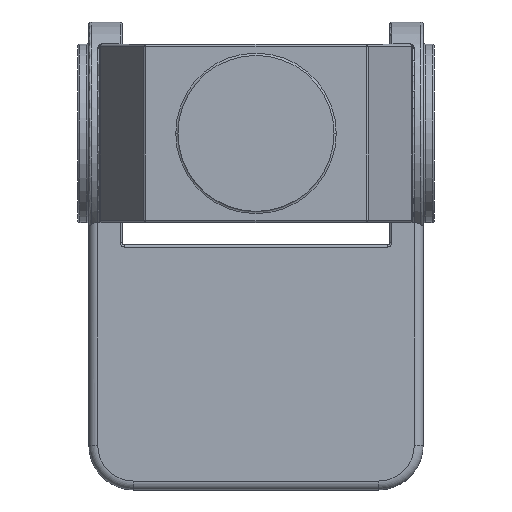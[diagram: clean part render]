
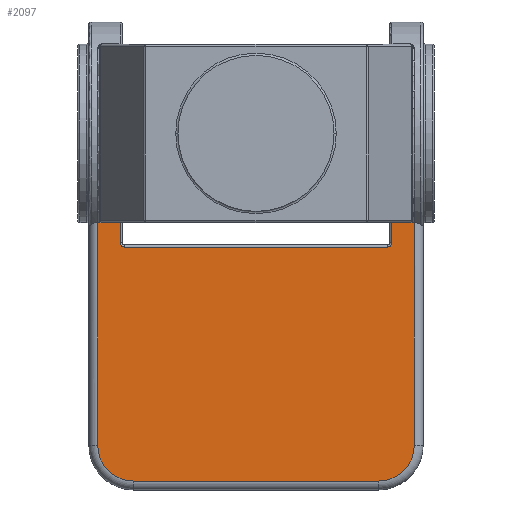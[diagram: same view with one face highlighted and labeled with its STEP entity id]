
A CAD part, front view. The second image highlights one B-rep face of the part: STEP entity #2097.
In plain terms, the highlighted planar face has unit normal (0, -1, 0).
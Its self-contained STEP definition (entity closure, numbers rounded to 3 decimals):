
#127 = CARTESIAN_POINT ( 'NONE',  ( -35.5, 65., -70. ) ) ;
#167 = EDGE_CURVE ( 'NONE', #225, #1429, #747, .T. ) ;
#204 = EDGE_CURVE ( 'NONE', #2056, #854, #1870, .T. ) ;
#218 = LINE ( 'NONE', #3475, #1373 ) ;
#225 = VERTEX_POINT ( 'NONE', #1783 ) ;
#247 = EDGE_CURVE ( 'NONE', #1589, #2530, #1217, .T. ) ;
#316 = VECTOR ( 'NONE', #2061, 1000. ) ;
#353 = ORIENTED_EDGE ( 'NONE', *, *, #1904, .T. ) ;
#381 = DIRECTION ( 'NONE',  ( 0., 0., 1. ) ) ;
#388 = ORIENTED_EDGE ( 'NONE', *, *, #716, .T. ) ;
#431 = EDGE_CURVE ( 'NONE', #500, #2530, #3320, .T. ) ;
#444 = VECTOR ( 'NONE', #990, 1000. ) ;
#456 = ORIENTED_EDGE ( 'NONE', *, *, #3277, .T. ) ;
#486 = DIRECTION ( 'NONE',  ( 0., -1., 0. ) ) ;
#500 = VERTEX_POINT ( 'NONE', #1921 ) ;
#543 = AXIS2_PLACEMENT_3D ( 'NONE', #791, #2988, #3294 ) ;
#590 = VERTEX_POINT ( 'NONE', #2497 ) ;
#690 = CARTESIAN_POINT ( 'NONE',  ( -30.5, 65., -70. ) ) ;
#716 = EDGE_CURVE ( 'NONE', #1090, #3106, #2349, .T. ) ;
#727 = VECTOR ( 'NONE', #381, 1000. ) ;
#736 = EDGE_CURVE ( 'NONE', #2056, #3024, #790, .T. ) ;
#747 = LINE ( 'NONE', #3116, #3533 ) ;
#754 = CARTESIAN_POINT ( 'NONE',  ( 35.5, 65., -70. ) ) ;
#758 = ORIENTED_EDGE ( 'NONE', *, *, #431, .F. ) ;
#770 = CARTESIAN_POINT ( 'NONE',  ( 29.5, 65., -25.5 ) ) ;
#790 = LINE ( 'NONE', #127, #444 ) ;
#791 = CARTESIAN_POINT ( 'NONE',  ( -27.5, 65., -70. ) ) ;
#847 = DIRECTION ( 'NONE',  ( 1., 0., 0. ) ) ;
#854 = VERTEX_POINT ( 'NONE', #1883 ) ;
#888 = ORIENTED_EDGE ( 'NONE', *, *, #167, .T. ) ;
#954 = AXIS2_PLACEMENT_3D ( 'NONE', #3443, #486, #1919 ) ;
#957 = CARTESIAN_POINT ( 'NONE',  ( -37.5, 65., -20. ) ) ;
#990 = DIRECTION ( 'NONE',  ( 0., 0., -1. ) ) ;
#1063 = EDGE_LOOP ( 'NONE', ( #1982, #1110, #2134, #888, #1607, #456, #1924, #388, #2698, #1523, #758, #353 ) ) ;
#1081 = DIRECTION ( 'NONE',  ( 0., -1., 0. ) ) ;
#1090 = VERTEX_POINT ( 'NONE', #2969 ) ;
#1110 = ORIENTED_EDGE ( 'NONE', *, *, #736, .T. ) ;
#1201 = LINE ( 'NONE', #754, #2749 ) ;
#1204 = CARTESIAN_POINT ( 'NONE',  ( 27.5, 65., -70. ) ) ;
#1211 = EDGE_CURVE ( 'NONE', #1589, #3106, #2740, .T. ) ;
#1217 = LINE ( 'NONE', #1796, #1478 ) ;
#1231 = DIRECTION ( 'NONE',  ( 1., 0., 0. ) ) ;
#1259 = EDGE_CURVE ( 'NONE', #1429, #1517, #2462, .T. ) ;
#1310 = CARTESIAN_POINT ( 'NONE',  ( 35.5, 65., -70. ) ) ;
#1373 = VECTOR ( 'NONE', #2935, 1000. ) ;
#1429 = VERTEX_POINT ( 'NONE', #1767 ) ;
#1456 = CIRCLE ( 'NONE', #543, 8. ) ;
#1478 = VECTOR ( 'NONE', #2931, 1000. ) ;
#1512 = DIRECTION ( 'NONE',  ( 1., 0., 0. ) ) ;
#1517 = VERTEX_POINT ( 'NONE', #1310 ) ;
#1520 = DIRECTION ( 'NONE',  ( 1., 0., 0. ) ) ;
#1523 = ORIENTED_EDGE ( 'NONE', *, *, #247, .T. ) ;
#1555 = CARTESIAN_POINT ( 'NONE',  ( -29.5, 65., -25.5 ) ) ;
#1589 = VERTEX_POINT ( 'NONE', #770 ) ;
#1607 = ORIENTED_EDGE ( 'NONE', *, *, #1259, .T. ) ;
#1624 = DIRECTION ( 'NONE',  ( 1., 0., 0. ) ) ;
#1767 = CARTESIAN_POINT ( 'NONE',  ( 27.5, 65., -78. ) ) ;
#1768 = DIRECTION ( 'NONE',  ( 0., -1., 0. ) ) ;
#1783 = CARTESIAN_POINT ( 'NONE',  ( -27.5, 65., -78. ) ) ;
#1796 = CARTESIAN_POINT ( 'NONE',  ( -27.5, 65., -25.5 ) ) ;
#1870 = LINE ( 'NONE', #957, #1959 ) ;
#1883 = CARTESIAN_POINT ( 'NONE',  ( -30.5, 65., -20. ) ) ;
#1904 = EDGE_CURVE ( 'NONE', #500, #854, #2410, .T. ) ;
#1919 = DIRECTION ( 'NONE',  ( 1., 0., 0. ) ) ;
#1921 = CARTESIAN_POINT ( 'NONE',  ( -30.5, 65., -24.5 ) ) ;
#1924 = ORIENTED_EDGE ( 'NONE', *, *, #3225, .F. ) ;
#1959 = VECTOR ( 'NONE', #1231, 1000. ) ;
#1982 = ORIENTED_EDGE ( 'NONE', *, *, #204, .F. ) ;
#1989 = AXIS2_PLACEMENT_3D ( 'NONE', #2501, #2198, #847 ) ;
#2056 = VERTEX_POINT ( 'NONE', #2167 ) ;
#2061 = DIRECTION ( 'NONE',  ( 0., 0., -1. ) ) ;
#2097 = ADVANCED_FACE ( 'NONE', ( #3546 ), #2745, .T. ) ;
#2134 = ORIENTED_EDGE ( 'NONE', *, *, #3391, .T. ) ;
#2167 = CARTESIAN_POINT ( 'NONE',  ( -35.5, 65., -20. ) ) ;
#2191 = CARTESIAN_POINT ( 'NONE',  ( -29.5, 65., -24.5 ) ) ;
#2198 = DIRECTION ( 'NONE',  ( 0., -1., 0. ) ) ;
#2330 = CARTESIAN_POINT ( 'NONE',  ( 30.5, 65., -24.5 ) ) ;
#2349 = LINE ( 'NONE', #3384, #316 ) ;
#2410 = LINE ( 'NONE', #690, #727 ) ;
#2462 = CIRCLE ( 'NONE', #2856, 8. ) ;
#2497 = CARTESIAN_POINT ( 'NONE',  ( 35.5, 65., -20. ) ) ;
#2501 = CARTESIAN_POINT ( 'NONE',  ( -27.5, 65., -70. ) ) ;
#2530 = VERTEX_POINT ( 'NONE', #1555 ) ;
#2698 = ORIENTED_EDGE ( 'NONE', *, *, #1211, .F. ) ;
#2740 = CIRCLE ( 'NONE', #954, 1. ) ;
#2745 = PLANE ( 'NONE',  #1989 ) ;
#2749 = VECTOR ( 'NONE', #3234, 1000. ) ;
#2856 = AXIS2_PLACEMENT_3D ( 'NONE', #1204, #1768, #1520 ) ;
#2931 = DIRECTION ( 'NONE',  ( -1., 0., 0. ) ) ;
#2935 = DIRECTION ( 'NONE',  ( 1., 0., 0. ) ) ;
#2969 = CARTESIAN_POINT ( 'NONE',  ( 30.5, 65., -20. ) ) ;
#2988 = DIRECTION ( 'NONE',  ( 0., -1., 0. ) ) ;
#3024 = VERTEX_POINT ( 'NONE', #3128 ) ;
#3106 = VERTEX_POINT ( 'NONE', #2330 ) ;
#3116 = CARTESIAN_POINT ( 'NONE',  ( 27.5, 65., -78. ) ) ;
#3128 = CARTESIAN_POINT ( 'NONE',  ( -35.5, 65., -70. ) ) ;
#3225 = EDGE_CURVE ( 'NONE', #1090, #590, #218, .T. ) ;
#3234 = DIRECTION ( 'NONE',  ( 0., 0., 1. ) ) ;
#3277 = EDGE_CURVE ( 'NONE', #1517, #590, #1201, .T. ) ;
#3294 = DIRECTION ( 'NONE',  ( 1., 0., 0. ) ) ;
#3311 = AXIS2_PLACEMENT_3D ( 'NONE', #2191, #1081, #1624 ) ;
#3320 = CIRCLE ( 'NONE', #3311, 1. ) ;
#3384 = CARTESIAN_POINT ( 'NONE',  ( 30.5, 65., -70. ) ) ;
#3391 = EDGE_CURVE ( 'NONE', #3024, #225, #1456, .T. ) ;
#3443 = CARTESIAN_POINT ( 'NONE',  ( 29.5, 65., -24.5 ) ) ;
#3475 = CARTESIAN_POINT ( 'NONE',  ( -37.5, 65., -20. ) ) ;
#3533 = VECTOR ( 'NONE', #1512, 1000. ) ;
#3546 = FACE_OUTER_BOUND ( 'NONE', #1063, .T. ) ;
